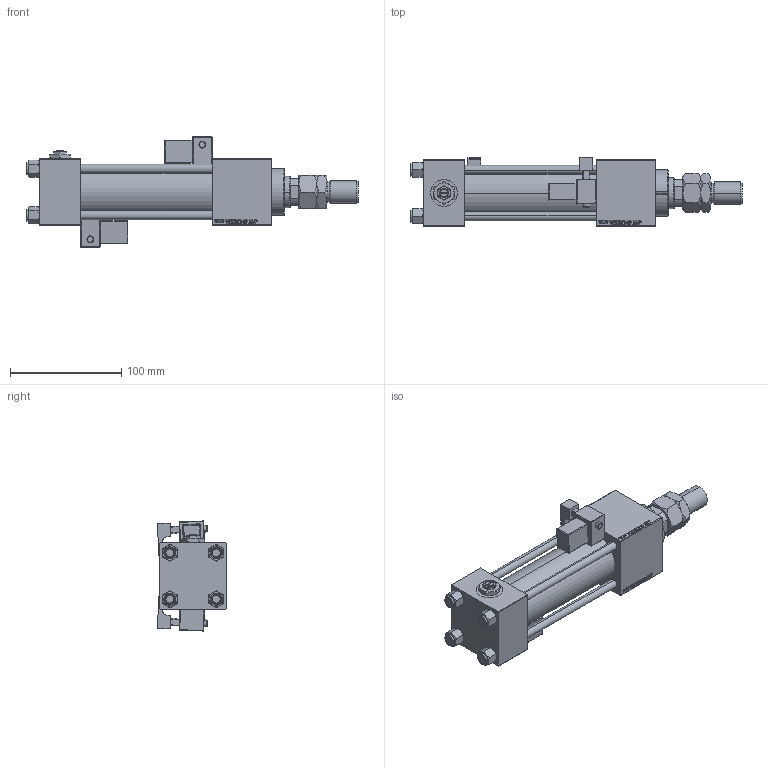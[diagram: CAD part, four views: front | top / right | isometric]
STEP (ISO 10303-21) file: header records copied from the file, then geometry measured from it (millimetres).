
FILE_DESCRIPTION (( 'STEP AP203' ), '1' );
FILE_NAME ('90e0.STEP', '2022-06-03T06:53:04', ( '' ), ( '' ), 'SwSTEP 2.0', 'SolidWorks 2019', '' );
FILE_SCHEMA (( 'CONFIG_CONTROL_DESIGN' ));
Length unit declared in the file: millimetre
Products named in the file (9): V215CR_MSU ec467afa6841d036e602198390d4d2f2; 90e0; V215_VC_A ec467afa6841d036e602198390d4d2f2; MTA ec467afa6841d036e602198390d4d2f2; V215CR_C_TYCINKA ec467afa6841d036e602198390d4d2f2; V215CR_VCP_C ec467afa6841d036e602198390d4d2f2; V215CR_C_Body ec467afa6841d036e602198390d4d2f2; Zatka_pro_OIL_PORT ec467afa6841d036e602198390d4d2f2; NUT_M5_C ec467afa6841d036e602198390d4d2f2
Assembly tree (15 placements, depth 2):
  90e0
    V215CR_C_Body ec467afa6841d036e602198390d4d2f2
    V215CR_VCP_C ec467afa6841d036e602198390d4d2f2
    NUT_M5_C ec467afa6841d036e602198390d4d2f2  x4
    V215CR_C_TYCINKA ec467afa6841d036e602198390d4d2f2  x4
    V215_VC_A ec467afa6841d036e602198390d4d2f2
    MTA ec467afa6841d036e602198390d4d2f2
    V215CR_MSU ec467afa6841d036e602198390d4d2f2  x2
    Zatka_pro_OIL_PORT ec467afa6841d036e602198390d4d2f2
Bounding box: 298 x 61.9 x 98.85 mm (x, y, z)
Volume: 564778.1 mm3; surface area: 158673.6 mm2
Topology: 15 solids, 15 shells, 1411 faces, 3478 edges, 2201 vertices
Faces by surface type: plane 625, bspline 392, cone 186, cylinder 162, sphere 24, torus 22
Entity records: 56018 total; most frequent: CARTESIAN_POINT 28567, ORIENTED_EDGE 6066, DIRECTION 4143, EDGE_CURVE 3033, VERTEX_POINT 1961, VECTOR 1757, LINE 1757, EDGE_LOOP 1352
